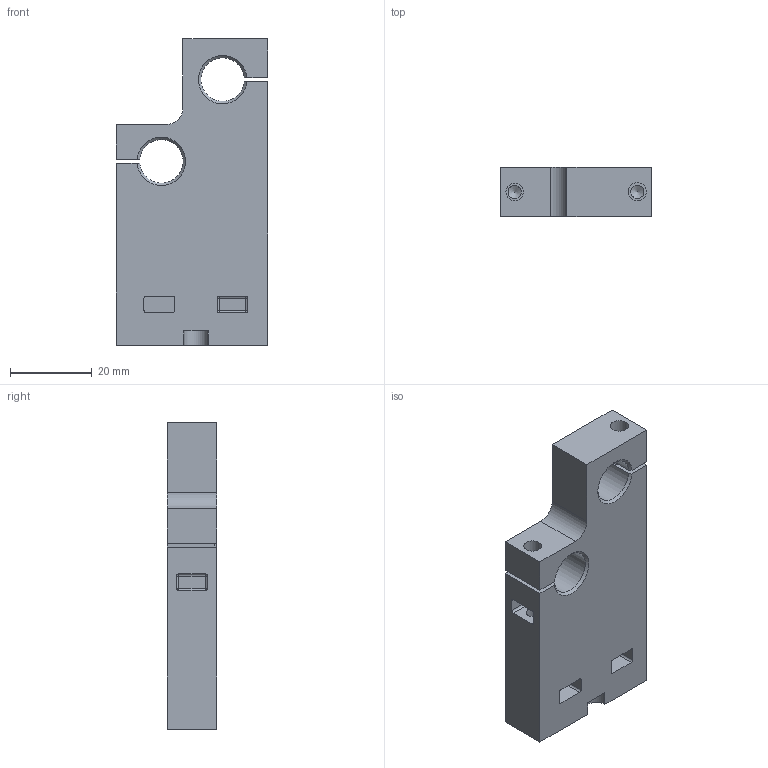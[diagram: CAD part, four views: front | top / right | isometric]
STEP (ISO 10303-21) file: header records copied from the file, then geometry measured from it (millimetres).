
FILE_DESCRIPTION(/* description */ ('Unknown'),/* implementation_level */ '2;1');
FILE_NAME(/* name */ 'spritzenhalter3',/* time_stamp */ '2023-11-27T20:48:10+01:00',/* author */ ('Unknown'),/* organization */ ('Unknown'),/* preprocessor_version */ 'ST-DEVELOPER v18.1',/* originating_system */ 'Solid Edge',/* authorisation */ 'Unknown');
FILE_SCHEMA (('AUTOMOTIVE_DESIGN {1 0 10303 214 3 1 1}'));
Length unit declared in the file: millimetre
Products named in the file (1): spritzenhalter3
Bounding box: 37 x 12 x 75 mm (x, y, z)
Volume: 24745 mm3; surface area: 9822.2 mm2
Topology: 1 solids, 1 shells, 95 faces, 251 edges, 149 vertices
Faces by surface type: cylinder 42, plane 35, sphere 12, cone 6
Full cylindrical faces by diameter (mm): 3.242 x8, 4.3 x1, 4.5 x1
Entity records: 3372 total; most frequent: DIRECTION 484, CARTESIAN_POINT 464, ORIENTED_EDGE 422, EDGE_CURVE 211, AXIS2_PLACEMENT_3D 182, VERTEX_POINT 139, FACE_BOUND 128, EDGE_LOOP 124
